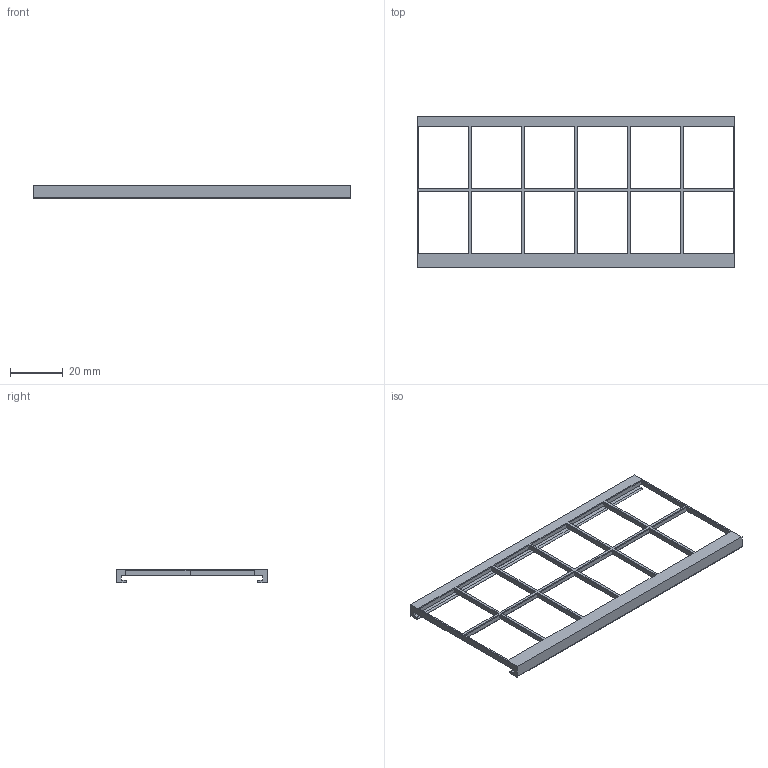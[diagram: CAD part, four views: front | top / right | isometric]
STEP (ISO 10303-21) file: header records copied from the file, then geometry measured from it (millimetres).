
FILE_DESCRIPTION(/* description */ ('STEP AP242','CAx-IF Rec.Pracs.---Representation and Presentation of Product Manufacturing Information (PMI)---4.0---2014-10-13','CAx-IF Rec.Pracs.---3D Tessellated Geometry---0.4---2014-09-14','2;1'),/* implementation_level */ '2;1');
FILE_NAME(/* name */ '6901502d1b158d5785a5c4f2',/* time_stamp */ '2025-10-28T23:22:22Z',/* author */ (''),/* organization */ (''),/* preprocessor_version */ 'ST-DEVELOPER v20',/* originating_system */ 'ONSHAPE BY PTC INC, 1.205',/* authorisation */ ' ');
FILE_SCHEMA (('AP242_MANAGED_MODEL_BASED_3D_ENGINEERING_MIM_LF { 1 0 10303 442 1 1 4 }'));
Length unit declared in the file: metre
Products named in the file (1): Part 1
Bounding box: 120.2 x 57.4 x 5.1 mm (x, y, z)
Volume: 4714.5 mm3; surface area: 8682.8 mm2
Topology: 1 solids, 1 shells, 124 faces, 330 edges, 220 vertices
Faces by surface type: plane 120, cylinder 4
Entity records: 3852 total; most frequent: CARTESIAN_POINT 675, ORIENTED_EDGE 660, DIRECTION 588, EDGE_CURVE 330, LINE 322, VECTOR 322, VERTEX_POINT 220, EDGE_LOOP 160
